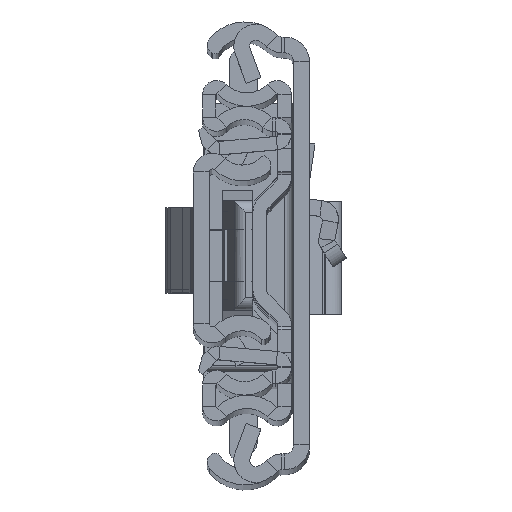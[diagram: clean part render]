
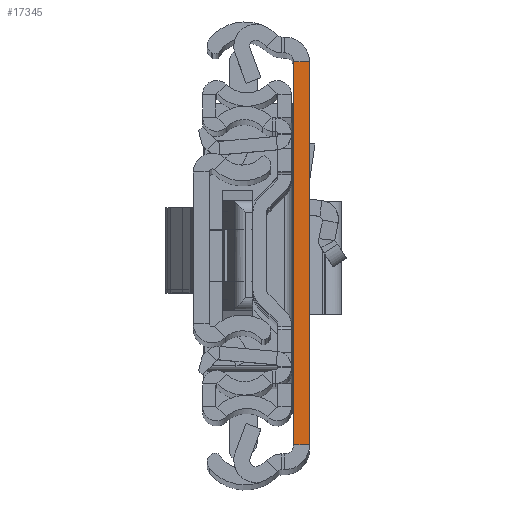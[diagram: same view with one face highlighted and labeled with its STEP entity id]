
A CAD part, top view. The second image highlights one B-rep face of the part: STEP entity #17345.
In plain terms, the highlighted planar face has unit normal (0, 0, 1).
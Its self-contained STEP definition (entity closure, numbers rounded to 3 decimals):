
#597 = DIRECTION ( 'NONE',  ( 0., 0., -1. ) ) ;
#1126 = ORIENTED_EDGE ( 'NONE', *, *, #11721, .F. ) ;
#1985 = PLANE ( 'NONE',  #10079 ) ;
#2014 = VERTEX_POINT ( 'NONE', #11730 ) ;
#2168 = DIRECTION ( 'NONE',  ( 0., 1., 0. ) ) ;
#3131 = CARTESIAN_POINT ( 'NONE',  ( 0., -31.5, 0. ) ) ;
#3314 = VECTOR ( 'NONE', #14145, 1000. ) ;
#3571 = CARTESIAN_POINT ( 'NONE',  ( 2.6, -31.5, 0. ) ) ;
#4546 = CARTESIAN_POINT ( 'NONE',  ( 2.6, 31.5, 0. ) ) ;
#4590 = ORIENTED_EDGE ( 'NONE', *, *, #14240, .F. ) ;
#4964 = EDGE_LOOP ( 'NONE', ( #4590, #1126, #14118, #10791 ) ) ;
#5240 = DIRECTION ( 'NONE',  ( 0., 1., 0. ) ) ;
#6450 = CARTESIAN_POINT ( 'NONE',  ( 2.6, -31.5, 0. ) ) ;
#7646 = CARTESIAN_POINT ( 'NONE',  ( 2.6, -31.5, 0. ) ) ;
#9702 = VERTEX_POINT ( 'NONE', #11238 ) ;
#9955 = LINE ( 'NONE', #4546, #3314 ) ;
#10079 = AXIS2_PLACEMENT_3D ( 'NONE', #7646, #597, #2168 ) ;
#10791 = ORIENTED_EDGE ( 'NONE', *, *, #15502, .T. ) ;
#11238 = CARTESIAN_POINT ( 'NONE',  ( 2.6, -31.5, 0. ) ) ;
#11721 = EDGE_CURVE ( 'NONE', #13015, #12088, #16077, .T. ) ;
#11730 = CARTESIAN_POINT ( 'NONE',  ( 2.6, 31.5, 0. ) ) ;
#12088 = VERTEX_POINT ( 'NONE', #17966 ) ;
#12142 = DIRECTION ( 'NONE',  ( 1., 0., 0. ) ) ;
#12234 = LINE ( 'NONE', #6450, #14662 ) ;
#13015 = VERTEX_POINT ( 'NONE', #3131 ) ;
#14118 = ORIENTED_EDGE ( 'NONE', *, *, #15452, .T. ) ;
#14145 = DIRECTION ( 'NONE',  ( 1., 0., 0. ) ) ;
#14240 = EDGE_CURVE ( 'NONE', #12088, #2014, #9955, .T. ) ;
#14662 = VECTOR ( 'NONE', #12142, 1000. ) ;
#14676 = CARTESIAN_POINT ( 'NONE',  ( 0., -31.5, 0. ) ) ;
#15452 = EDGE_CURVE ( 'NONE', #13015, #9702, #12234, .T. ) ;
#15502 = EDGE_CURVE ( 'NONE', #9702, #2014, #16337, .T. ) ;
#15556 = VECTOR ( 'NONE', #5240, 1000. ) ;
#15764 = VECTOR ( 'NONE', #17702, 1000. ) ;
#16077 = LINE ( 'NONE', #14676, #15764 ) ;
#16337 = LINE ( 'NONE', #3571, #15556 ) ;
#17345 = ADVANCED_FACE ( 'NONE', ( #17669 ), #1985, .F. ) ;
#17669 = FACE_OUTER_BOUND ( 'NONE', #4964, .T. ) ;
#17702 = DIRECTION ( 'NONE',  ( 0., 1., 0. ) ) ;
#17966 = CARTESIAN_POINT ( 'NONE',  ( 0., 31.5, 0. ) ) ;
